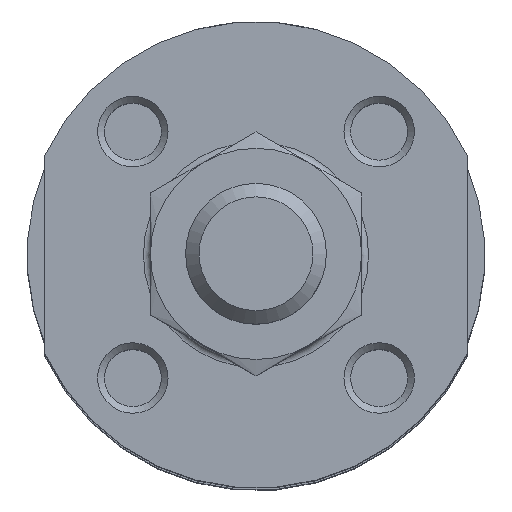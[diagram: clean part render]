
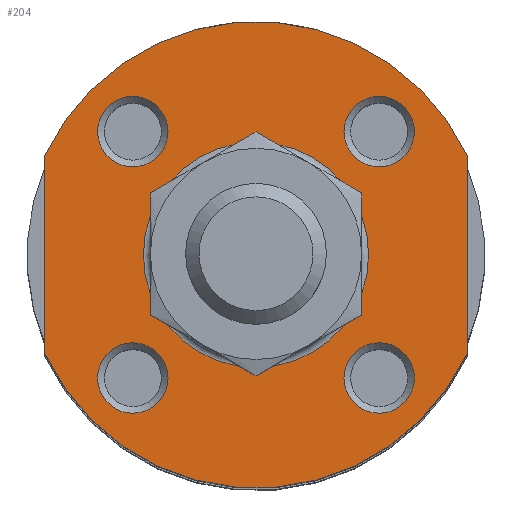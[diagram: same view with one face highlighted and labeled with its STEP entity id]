
A CAD part, top view. The second image highlights one B-rep face of the part: STEP entity #204.
In plain terms, the highlighted planar face has unit normal (0, 0, 1).
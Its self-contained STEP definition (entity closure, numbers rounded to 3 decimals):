
#204 = ADVANCED_FACE( '', ( #391, #392, #393, #394, #395, #396 ), #397, .T. );
#391 = FACE_BOUND( '', #707, .T. );
#392 = FACE_BOUND( '', #708, .T. );
#393 = FACE_BOUND( '', #709, .T. );
#394 = FACE_BOUND( '', #710, .T. );
#395 = FACE_BOUND( '', #711, .T. );
#396 = FACE_OUTER_BOUND( '', #712, .T. );
#397 = PLANE( '', #713 );
#707 = EDGE_LOOP( '', ( #1125 ) );
#708 = EDGE_LOOP( '', ( #1126 ) );
#709 = EDGE_LOOP( '', ( #1127 ) );
#710 = EDGE_LOOP( '', ( #1128 ) );
#711 = EDGE_LOOP( '', ( #1129 ) );
#712 = EDGE_LOOP( '', ( #1130, #1131, #1132, #1133 ) );
#713 = AXIS2_PLACEMENT_3D( '', #1134, #1135, #1136 );
#1125 = ORIENTED_EDGE( '', *, *, #1703, .T. );
#1126 = ORIENTED_EDGE( '', *, *, #1704, .T. );
#1127 = ORIENTED_EDGE( '', *, *, #1705, .T. );
#1128 = ORIENTED_EDGE( '', *, *, #1706, .T. );
#1129 = ORIENTED_EDGE( '', *, *, #1707, .T. );
#1130 = ORIENTED_EDGE( '', *, *, #1708, .T. );
#1131 = ORIENTED_EDGE( '', *, *, #1709, .T. );
#1132 = ORIENTED_EDGE( '', *, *, #1710, .T. );
#1133 = ORIENTED_EDGE( '', *, *, #1711, .T. );
#1134 = CARTESIAN_POINT( '', ( 0., 0., 0. ) );
#1135 = DIRECTION( '', ( 0., 0., 1. ) );
#1136 = DIRECTION( '', ( 1., 0., 0. ) );
#1703 = EDGE_CURVE( '', #1931, #1931, #1932, .T. );
#1704 = EDGE_CURVE( '', #1933, #1933, #1934, .T. );
#1705 = EDGE_CURVE( '', #1935, #1935, #1936, .T. );
#1706 = EDGE_CURVE( '', #1937, #1937, #1938, .T. );
#1707 = EDGE_CURVE( '', #1939, #1939, #1940, .T. );
#1708 = EDGE_CURVE( '', #1941, #1942, #1943, .T. );
#1709 = EDGE_CURVE( '', #1942, #1944, #1945, .T. );
#1710 = EDGE_CURVE( '', #1944, #1946, #1947, .T. );
#1711 = EDGE_CURVE( '', #1946, #1941, #1948, .T. );
#1931 = VERTEX_POINT( '', #2374 );
#1932 = CIRCLE( '', #2375, 2. );
#1933 = VERTEX_POINT( '', #2376 );
#1934 = CIRCLE( '', #2377, 2. );
#1935 = VERTEX_POINT( '', #2378 );
#1936 = CIRCLE( '', #2379, 2. );
#1937 = VERTEX_POINT( '', #2380 );
#1938 = CIRCLE( '', #2381, 2. );
#1939 = VERTEX_POINT( '', #2382 );
#1940 = CIRCLE( '', #2383, 6.4 );
#1941 = VERTEX_POINT( '', #2384 );
#1942 = VERTEX_POINT( '', #2385 );
#1943 = CIRCLE( '', #2386, 13.25 );
#1944 = VERTEX_POINT( '', #2387 );
#1945 = LINE( '', #2388, #2389 );
#1946 = VERTEX_POINT( '', #2390 );
#1947 = CIRCLE( '', #2391, 13.25 );
#1948 = LINE( '', #2392, #2393 );
#2374 = CARTESIAN_POINT( '', ( 5., -7., 0. ) );
#2375 = AXIS2_PLACEMENT_3D( '', #2840, #2841, #2842 );
#2376 = CARTESIAN_POINT( '', ( 5., 7., 0. ) );
#2377 = AXIS2_PLACEMENT_3D( '', #2843, #2844, #2845 );
#2378 = CARTESIAN_POINT( '', ( -9., -7., 0. ) );
#2379 = AXIS2_PLACEMENT_3D( '', #2846, #2847, #2848 );
#2380 = CARTESIAN_POINT( '', ( -9., 7., 0. ) );
#2381 = AXIS2_PLACEMENT_3D( '', #2849, #2850, #2851 );
#2382 = CARTESIAN_POINT( '', ( 0., 6.4, 0. ) );
#2383 = AXIS2_PLACEMENT_3D( '', #2852, #2853, #2854 );
#2384 = CARTESIAN_POINT( '', ( 12., 5.618, 0. ) );
#2385 = CARTESIAN_POINT( '', ( -12., 5.618, 0. ) );
#2386 = AXIS2_PLACEMENT_3D( '', #2855, #2856, #2857 );
#2387 = CARTESIAN_POINT( '', ( -12., -5.618, 0. ) );
#2388 = CARTESIAN_POINT( '', ( -12., 5.618, 0. ) );
#2389 = VECTOR( '', #2858, 1000. );
#2390 = CARTESIAN_POINT( '', ( 12., -5.618, 0. ) );
#2391 = AXIS2_PLACEMENT_3D( '', #2859, #2860, #2861 );
#2392 = CARTESIAN_POINT( '', ( 12., -5.618, 0. ) );
#2393 = VECTOR( '', #2862, 1000. );
#2840 = CARTESIAN_POINT( '', ( 7., -7., 0. ) );
#2841 = DIRECTION( '', ( 0., 0., -1. ) );
#2842 = DIRECTION( '', ( -1., 0., 0. ) );
#2843 = CARTESIAN_POINT( '', ( 7., 7., 0. ) );
#2844 = DIRECTION( '', ( 0., 0., -1. ) );
#2845 = DIRECTION( '', ( -1., 0., 0. ) );
#2846 = CARTESIAN_POINT( '', ( -7., -7., 0. ) );
#2847 = DIRECTION( '', ( 0., 0., -1. ) );
#2848 = DIRECTION( '', ( -1., 0., 0. ) );
#2849 = CARTESIAN_POINT( '', ( -7., 7., 0. ) );
#2850 = DIRECTION( '', ( 0., 0., -1. ) );
#2851 = DIRECTION( '', ( -1., 0., 0. ) );
#2852 = CARTESIAN_POINT( '', ( 0., 0., 0. ) );
#2853 = DIRECTION( '', ( 0., 0., -1. ) );
#2854 = DIRECTION( '', ( 0., 1., 0. ) );
#2855 = CARTESIAN_POINT( '', ( 0., 0., 0. ) );
#2856 = DIRECTION( '', ( 0., 0., 1. ) );
#2857 = DIRECTION( '', ( 1., 0., 0. ) );
#2858 = DIRECTION( '', ( 0., -1., 0. ) );
#2859 = CARTESIAN_POINT( '', ( 0., 0., 0. ) );
#2860 = DIRECTION( '', ( 0., 0., 1. ) );
#2861 = DIRECTION( '', ( 1., 0., 0. ) );
#2862 = DIRECTION( '', ( 0., 1., 0. ) );
